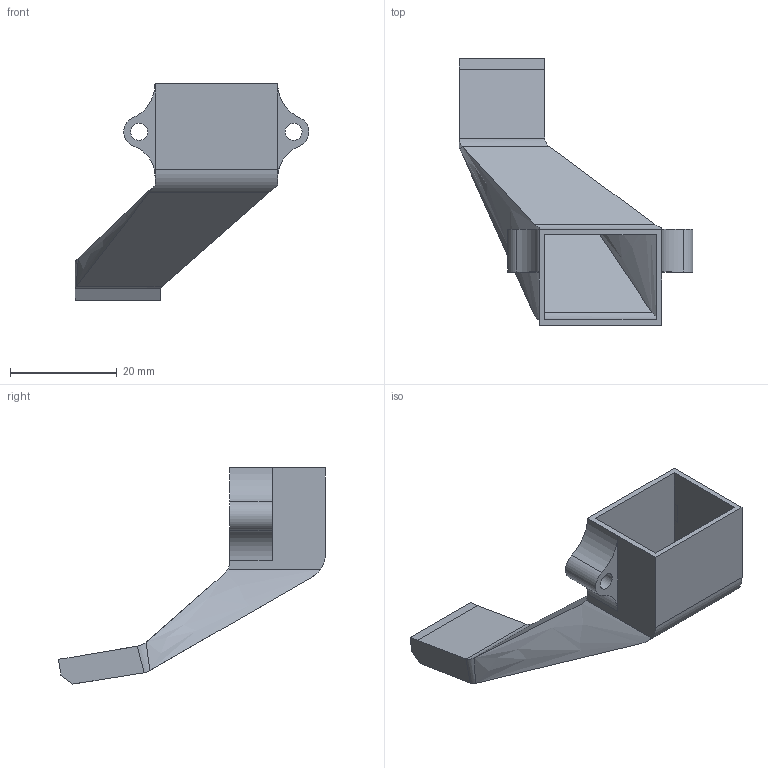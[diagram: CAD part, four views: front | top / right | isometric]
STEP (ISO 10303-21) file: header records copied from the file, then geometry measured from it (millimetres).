
FILE_DESCRIPTION(/* description */ (''),/* implementation_level */ '2;1');
FILE_NAME(/* name */ 'Part Cooling Duct (Non Volcano).step',/* time_stamp */ '2020-06-08T20:57:39-05:00',/* author */ (''),/* organization */ (''),/* preprocessor_version */ 'ST-DEVELOPER v18.1',/* originating_system */ 'Autodesk Translation Framework v9.3.0.1241',/* authorisation */ '');
FILE_SCHEMA (('AUTOMOTIVE_DESIGN { 1 0 10303 214 3 1 1 }'));
Length unit declared in the file: millimetre
Products named in the file (1): Part Cooling Duct (Non Volcano)
Bounding box: 43.87 x 50.09 x 40.56 mm (x, y, z)
Volume: 4221.9 mm3; surface area: 7813.8 mm2
Topology: 1 solids, 2 shells, 62 faces, 179 edges, 120 vertices
Faces by surface type: plane 37, cylinder 17, bspline 8
Full cylindrical faces by diameter (mm): 3.2 x2
Entity records: 2380 total; most frequent: CARTESIAN_POINT 800, ORIENTED_EDGE 358, DIRECTION 263, EDGE_CURVE 179, VERTEX_POINT 120, LINE 105, VECTOR 105, AXIS2_PLACEMENT_3D 79
